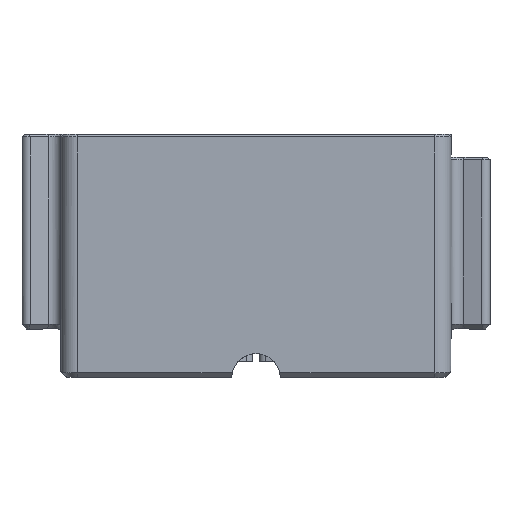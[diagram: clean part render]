
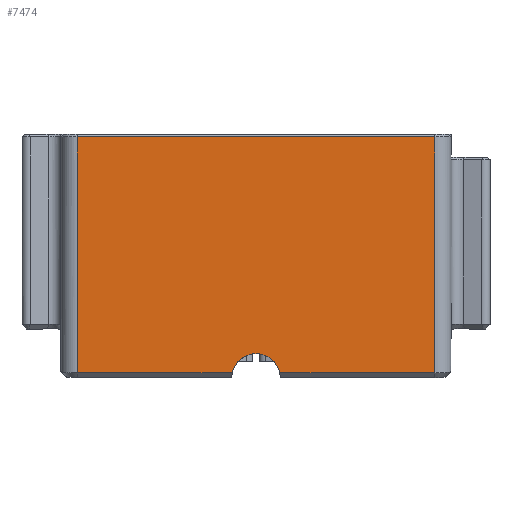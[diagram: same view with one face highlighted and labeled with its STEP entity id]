
A CAD part, front view. The second image highlights one B-rep face of the part: STEP entity #7474.
In plain terms, the highlighted planar face has unit normal (0, -1, 0).
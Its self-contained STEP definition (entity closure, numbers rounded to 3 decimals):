
#18 = VERTEX_POINT ( 'NONE', #4276 ) ;
#46 = CARTESIAN_POINT ( 'NONE',  ( -55., -86.962, -18.4 ) ) ;
#107 = CARTESIAN_POINT ( 'NONE',  ( -55., -86.962, 54.2 ) ) ;
#147 = DIRECTION ( 'NONE',  ( 1., 0., 0. ) ) ;
#196 = VERTEX_POINT ( 'NONE', #7333 ) ;
#574 = ORIENTED_EDGE ( 'NONE', *, *, #3141, .F. ) ;
#628 = EDGE_CURVE ( 'NONE', #6045, #2873, #5811, .T. ) ;
#871 = CARTESIAN_POINT ( 'NONE',  ( -60., -86.962, -18.4 ) ) ;
#1365 = VECTOR ( 'NONE', #6275, 1000. ) ;
#1868 = LINE ( 'NONE', #7579, #1365 ) ;
#2055 = ORIENTED_EDGE ( 'NONE', *, *, #6371, .T. ) ;
#2065 = DIRECTION ( 'NONE',  ( -1., 0., 0. ) ) ;
#2263 = VECTOR ( 'NONE', #5002, 1000. ) ;
#2490 = CIRCLE ( 'NONE', #4992, 7.5 ) ;
#2498 = VERTEX_POINT ( 'NONE', #4087 ) ;
#2873 = VERTEX_POINT ( 'NONE', #3235 ) ;
#3141 = EDGE_CURVE ( 'NONE', #196, #2873, #2490, .T. ) ;
#3235 = CARTESIAN_POINT ( 'NONE',  ( -7.327, -86.962, -18.4 ) ) ;
#3321 = CARTESIAN_POINT ( 'NONE',  ( -60., -86.962, 25. ) ) ;
#3402 = DIRECTION ( 'NONE',  ( 1., 0., 0. ) ) ;
#3630 = FACE_OUTER_BOUND ( 'NONE', #3813, .T. ) ;
#3737 = CARTESIAN_POINT ( 'NONE',  ( -55., -86.962, 25. ) ) ;
#3813 = EDGE_LOOP ( 'NONE', ( #2055, #5587, #574, #4520, #3876, #5038 ) ) ;
#3876 = ORIENTED_EDGE ( 'NONE', *, *, #4819, .T. ) ;
#3958 = PLANE ( 'NONE',  #6990 ) ;
#4087 = CARTESIAN_POINT ( 'NONE',  ( 55., -86.962, 54.2 ) ) ;
#4231 = VERTEX_POINT ( 'NONE', #107 ) ;
#4276 = CARTESIAN_POINT ( 'NONE',  ( 55., -86.962, -18.4 ) ) ;
#4520 = ORIENTED_EDGE ( 'NONE', *, *, #6401, .T. ) ;
#4819 = EDGE_CURVE ( 'NONE', #18, #2498, #1868, .T. ) ;
#4992 = AXIS2_PLACEMENT_3D ( 'NONE', #5921, #5861, #3402 ) ;
#5002 = DIRECTION ( 'NONE',  ( 1., 0., 0. ) ) ;
#5004 = EDGE_CURVE ( 'NONE', #2498, #4231, #6171, .T. ) ;
#5025 = DIRECTION ( 'NONE',  ( 0., 0., -1. ) ) ;
#5038 = ORIENTED_EDGE ( 'NONE', *, *, #5004, .T. ) ;
#5587 = ORIENTED_EDGE ( 'NONE', *, *, #628, .T. ) ;
#5811 = LINE ( 'NONE', #871, #7290 ) ;
#5861 = DIRECTION ( 'NONE',  ( 0., -1., 0. ) ) ;
#5921 = CARTESIAN_POINT ( 'NONE',  ( 0., -86.962, -20. ) ) ;
#5971 = VECTOR ( 'NONE', #7576, 1000. ) ;
#6045 = VERTEX_POINT ( 'NONE', #46 ) ;
#6068 = LINE ( 'NONE', #6278, #2263 ) ;
#6171 = LINE ( 'NONE', #6948, #5971 ) ;
#6275 = DIRECTION ( 'NONE',  ( 0., 0., 1. ) ) ;
#6278 = CARTESIAN_POINT ( 'NONE',  ( -60., -86.962, -18.4 ) ) ;
#6371 = EDGE_CURVE ( 'NONE', #4231, #6045, #6844, .T. ) ;
#6401 = EDGE_CURVE ( 'NONE', #196, #18, #6068, .T. ) ;
#6844 = LINE ( 'NONE', #3737, #7429 ) ;
#6948 = CARTESIAN_POINT ( 'NONE',  ( -60., -86.962, 54.2 ) ) ;
#6990 = AXIS2_PLACEMENT_3D ( 'NONE', #3321, #7733, #2065 ) ;
#7290 = VECTOR ( 'NONE', #147, 1000. ) ;
#7333 = CARTESIAN_POINT ( 'NONE',  ( 7.327, -86.962, -18.4 ) ) ;
#7429 = VECTOR ( 'NONE', #5025, 1000. ) ;
#7474 = ADVANCED_FACE ( 'NONE', ( #3630 ), #3958, .F. ) ;
#7576 = DIRECTION ( 'NONE',  ( -1., 0., 0. ) ) ;
#7579 = CARTESIAN_POINT ( 'NONE',  ( 55., -86.962, 25. ) ) ;
#7733 = DIRECTION ( 'NONE',  ( 0., 1., 0. ) ) ;
